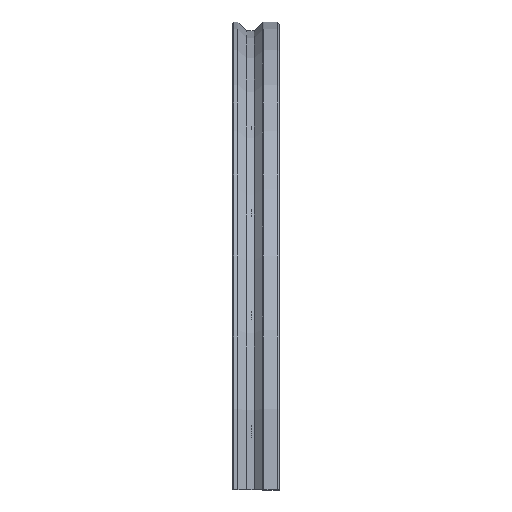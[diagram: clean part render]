
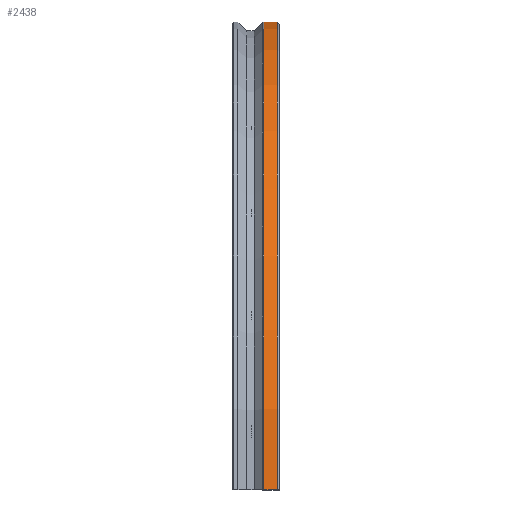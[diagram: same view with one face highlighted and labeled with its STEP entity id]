
A CAD part, left-side view. The second image highlights one B-rep face of the part: STEP entity #2438.
In plain terms, the highlighted cylindrical face has radius 210 mm (diameter 420 mm), a partial arc.
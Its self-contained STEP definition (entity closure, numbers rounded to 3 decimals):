
#3 = AXIS2_PLACEMENT_3D ( 'NONE', #180, #2790, #2538 ) ;
#85 = VECTOR ( 'NONE', #1913, 1000. ) ;
#120 = EDGE_LOOP ( 'NONE', ( #2970, #1404, #2040, #444 ) ) ;
#147 = CARTESIAN_POINT ( 'NONE',  ( -200., 0., 0. ) ) ;
#180 = CARTESIAN_POINT ( 'NONE',  ( -200., 6.936, 0. ) ) ;
#361 = FACE_OUTER_BOUND ( 'NONE', #120, .T. ) ;
#419 = EDGE_CURVE ( 'NONE', #2006, #2768, #656, .T. ) ;
#444 = ORIENTED_EDGE ( 'NONE', *, *, #419, .F. ) ;
#507 = CIRCLE ( 'NONE', #1881, 210. ) ;
#536 = CARTESIAN_POINT ( 'NONE',  ( -410., 6.936, 0. ) ) ;
#656 = LINE ( 'NONE', #862, #939 ) ;
#711 = DIRECTION ( 'NONE',  ( -1., 0., 0. ) ) ;
#862 = CARTESIAN_POINT ( 'NONE',  ( -410., 1., 0. ) ) ;
#913 = EDGE_CURVE ( 'NONE', #2768, #2228, #2736, .T. ) ;
#939 = VECTOR ( 'NONE', #2794, 1000. ) ;
#945 = LINE ( 'NONE', #2168, #85 ) ;
#1050 = EDGE_CURVE ( 'NONE', #2006, #2163, #507, .T. ) ;
#1052 = DIRECTION ( 'NONE',  ( 0., 1., 0. ) ) ;
#1404 = ORIENTED_EDGE ( 'NONE', *, *, #2257, .T. ) ;
#1656 = CARTESIAN_POINT ( 'NONE',  ( -200., 1., 210. ) ) ;
#1881 = AXIS2_PLACEMENT_3D ( 'NONE', #2634, #1914, #711 ) ;
#1913 = DIRECTION ( 'NONE',  ( 0., 1., 0. ) ) ;
#1914 = DIRECTION ( 'NONE',  ( 0., 1., 0. ) ) ;
#2006 = VERTEX_POINT ( 'NONE', #2719 ) ;
#2040 = ORIENTED_EDGE ( 'NONE', *, *, #913, .F. ) ;
#2126 = AXIS2_PLACEMENT_3D ( 'NONE', #147, #1052, #2539 ) ;
#2163 = VERTEX_POINT ( 'NONE', #1656 ) ;
#2168 = CARTESIAN_POINT ( 'NONE',  ( -200., 0., 210. ) ) ;
#2228 = VERTEX_POINT ( 'NONE', #2645 ) ;
#2257 = EDGE_CURVE ( 'NONE', #2163, #2228, #945, .T. ) ;
#2438 = ADVANCED_FACE ( 'NONE', ( #361 ), #2804, .T. ) ;
#2538 = DIRECTION ( 'NONE',  ( -1., 0., 0. ) ) ;
#2539 = DIRECTION ( 'NONE',  ( 0., 0., 1. ) ) ;
#2634 = CARTESIAN_POINT ( 'NONE',  ( -200., 1., 0. ) ) ;
#2645 = CARTESIAN_POINT ( 'NONE',  ( -200., 6.936, 210. ) ) ;
#2719 = CARTESIAN_POINT ( 'NONE',  ( -410., 1., 0. ) ) ;
#2736 = CIRCLE ( 'NONE', #3, 210. ) ;
#2768 = VERTEX_POINT ( 'NONE', #536 ) ;
#2790 = DIRECTION ( 'NONE',  ( 0., 1., 0. ) ) ;
#2794 = DIRECTION ( 'NONE',  ( 0., 1., 0. ) ) ;
#2804 = CYLINDRICAL_SURFACE ( 'NONE', #2126, 210. ) ;
#2970 = ORIENTED_EDGE ( 'NONE', *, *, #1050, .T. ) ;
